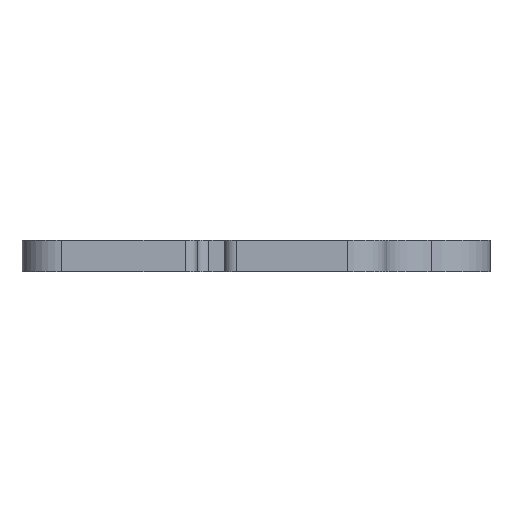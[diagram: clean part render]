
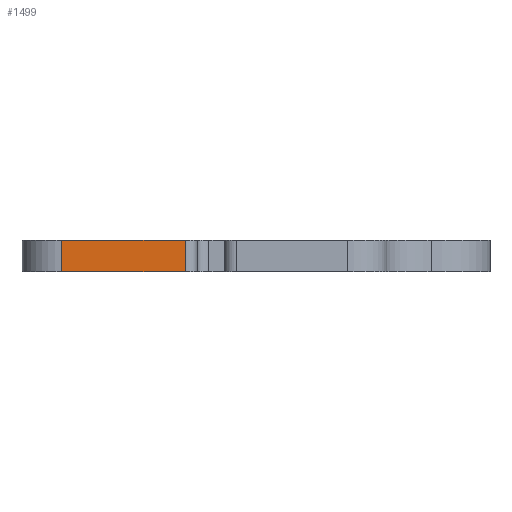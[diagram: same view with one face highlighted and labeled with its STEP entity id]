
A CAD part, left-side view. The second image highlights one B-rep face of the part: STEP entity #1499.
In plain terms, the highlighted planar face has unit normal (-1, 0, 0).
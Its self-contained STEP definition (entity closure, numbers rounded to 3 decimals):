
#66 = DIRECTION ( 'NONE',  ( 0., 1., 0. ) ) ;
#224 = DIRECTION ( 'NONE',  ( 0., -1., 0. ) ) ;
#253 = VERTEX_POINT ( 'NONE', #1607 ) ;
#255 = LINE ( 'NONE', #1162, #1379 ) ;
#285 = ORIENTED_EDGE ( 'NONE', *, *, #1260, .T. ) ;
#399 = CARTESIAN_POINT ( 'NONE',  ( 2., 2., 0. ) ) ;
#448 = VECTOR ( 'NONE', #1347, 1000. ) ;
#608 = EDGE_CURVE ( 'NONE', #1572, #253, #1039, .T. ) ;
#719 = CARTESIAN_POINT ( 'NONE',  ( 2., -21.571, 4. ) ) ;
#747 = VECTOR ( 'NONE', #224, 1000. ) ;
#832 = VERTEX_POINT ( 'NONE', #719 ) ;
#859 = LINE ( 'NONE', #399, #747 ) ;
#867 = DIRECTION ( 'NONE',  ( 0., 0., 1. ) ) ;
#910 = ORIENTED_EDGE ( 'NONE', *, *, #608, .T. ) ;
#1039 = LINE ( 'NONE', #1378, #448 ) ;
#1055 = FACE_OUTER_BOUND ( 'NONE', #1615, .T. ) ;
#1076 = CARTESIAN_POINT ( 'NONE',  ( 2., -21.571, 0. ) ) ;
#1162 = CARTESIAN_POINT ( 'NONE',  ( 2., -21.571, 0. ) ) ;
#1214 = VECTOR ( 'NONE', #66, 1000. ) ;
#1233 = EDGE_CURVE ( 'NONE', #832, #1572, #1483, .T. ) ;
#1259 = DIRECTION ( 'NONE',  ( -1., 0., 0. ) ) ;
#1260 = EDGE_CURVE ( 'NONE', #1438, #832, #255, .T. ) ;
#1307 = AXIS2_PLACEMENT_3D ( 'NONE', #1410, #1259, #2051 ) ;
#1318 = CARTESIAN_POINT ( 'NONE',  ( 2., -21.571, 4. ) ) ;
#1347 = DIRECTION ( 'NONE',  ( 0., 0., -1. ) ) ;
#1378 = CARTESIAN_POINT ( 'NONE',  ( 2., -6., 0. ) ) ;
#1379 = VECTOR ( 'NONE', #867, 1000. ) ;
#1410 = CARTESIAN_POINT ( 'NONE',  ( 2., 0., 0. ) ) ;
#1438 = VERTEX_POINT ( 'NONE', #1076 ) ;
#1483 = LINE ( 'NONE', #1318, #1214 ) ;
#1499 = ADVANCED_FACE ( 'NONE', ( #1055 ), #1692, .T. ) ;
#1538 = EDGE_CURVE ( 'NONE', #253, #1438, #859, .T. ) ;
#1572 = VERTEX_POINT ( 'NONE', #1661 ) ;
#1607 = CARTESIAN_POINT ( 'NONE',  ( 2., -6., 0. ) ) ;
#1615 = EDGE_LOOP ( 'NONE', ( #1814, #910, #1778, #285 ) ) ;
#1661 = CARTESIAN_POINT ( 'NONE',  ( 2., -6., 4. ) ) ;
#1692 = PLANE ( 'NONE',  #1307 ) ;
#1778 = ORIENTED_EDGE ( 'NONE', *, *, #1538, .T. ) ;
#1814 = ORIENTED_EDGE ( 'NONE', *, *, #1233, .T. ) ;
#2051 = DIRECTION ( 'NONE',  ( 0., 1., 0. ) ) ;
